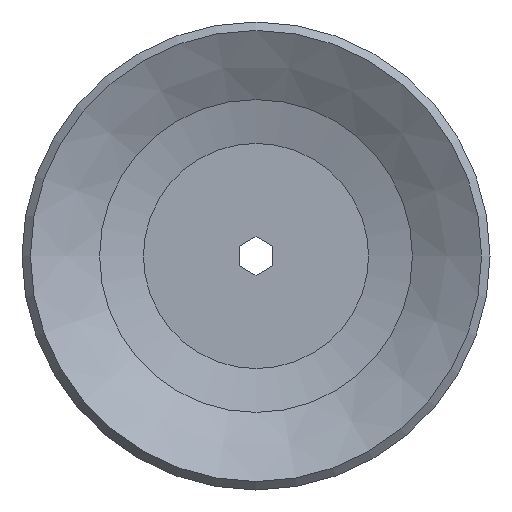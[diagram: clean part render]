
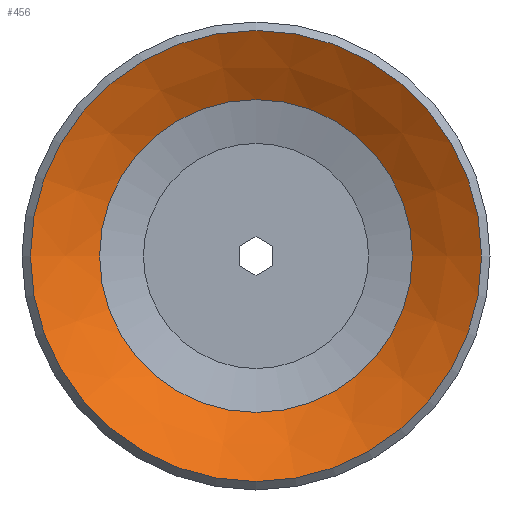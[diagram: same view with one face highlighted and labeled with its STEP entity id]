
A CAD part, front view. The second image highlights one B-rep face of the part: STEP entity #456.
In plain terms, the highlighted conical face has half-angle 59.318 degrees and reference radius 20 mm.
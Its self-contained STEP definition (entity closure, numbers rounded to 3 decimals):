
#70=CONICAL_SURFACE('',#489,20.,1.035);
#87=ORIENTED_EDGE('',*,*,#149,.F.);
#88=ORIENTED_EDGE('',*,*,#148,.T.);
#148=EDGE_CURVE('',#181,#181,#208,.T.);
#149=EDGE_CURVE('',#182,#182,#209,.T.);
#181=VERTEX_POINT('',#626);
#182=VERTEX_POINT('',#629);
#208=CIRCLE('',#488,20.);
#209=CIRCLE('',#490,13.868);
#228=EDGE_LOOP('',(#87));
#229=EDGE_LOOP('',(#88));
#266=FACE_BOUND('',#228,.T.);
#267=FACE_BOUND('',#229,.T.);
#456=ADVANCED_FACE('',(#266,#267),#70,.F.);
#488=AXIS2_PLACEMENT_3D('',#625,#537,#538);
#489=AXIS2_PLACEMENT_3D('',#627,#539,#540);
#490=AXIS2_PLACEMENT_3D('',#628,#541,#542);
#537=DIRECTION('',(0.,-1.,0.));
#538=DIRECTION('',(1.,0.,0.));
#539=DIRECTION('',(0.,-1.,0.));
#540=DIRECTION('',(1.,0.,0.));
#541=DIRECTION('',(0.,-1.,0.));
#542=DIRECTION('',(1.,0.,0.));
#625=CARTESIAN_POINT('',(0.,0.,0.));
#626=CARTESIAN_POINT('',(20.,0.,0.));
#627=CARTESIAN_POINT('',(0.,0.,0.));
#628=CARTESIAN_POINT('',(0.,3.639,0.));
#629=CARTESIAN_POINT('',(13.868,3.639,0.));
